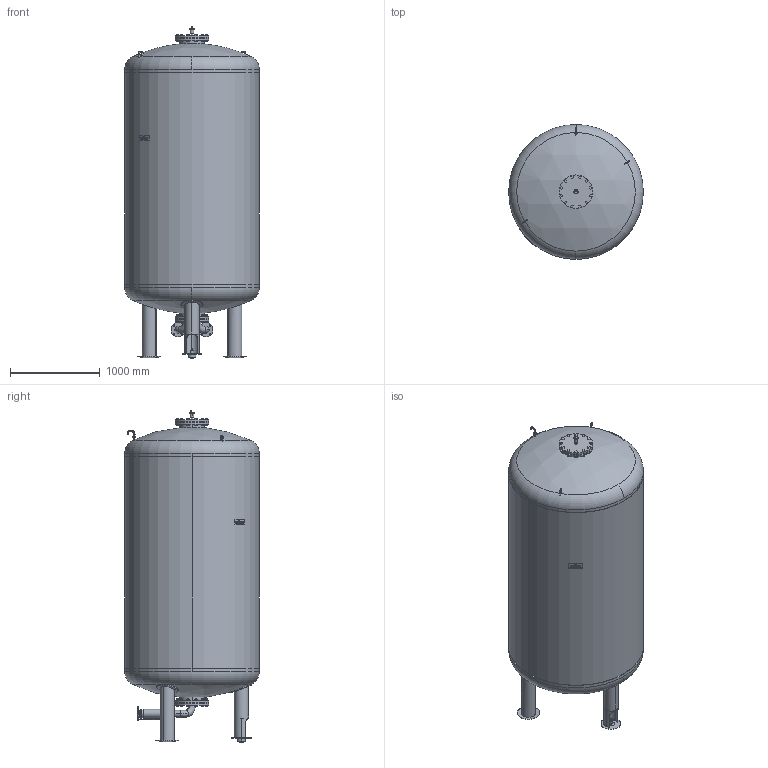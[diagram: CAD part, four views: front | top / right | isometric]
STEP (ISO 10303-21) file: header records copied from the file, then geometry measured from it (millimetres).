
FILE_DESCRIPTION((''),'2;1');
FILE_NAME('3d_GG5000-6920805.stp','2009-12-29T14:31:06',(''),(''),'Mechanical Desktop 2008','Mechanical Desktop 2008',', , ');
FILE_SCHEMA(('CONFIG_CONTROL_DESIGN'));
Length unit declared in the file: millimetre
Products named in the file (1): Product
Bounding box: 1500 x 1500 x 3698 mm (x, y, z)
Volume: 5031782733.4 mm3; surface area: 26121289.5 mm2
Topology: 24 solids, 24 shells, 1027 faces, 2505 edges, 1621 vertices
Faces by surface type: plane 532, cylinder 258, bspline 125, cone 94, torus 10, sphere 8
Entity records: 32733 total; most frequent: CARTESIAN_POINT 8060, DIRECTION 5204, ORIENTED_EDGE 4978, EDGE_CURVE 2489, AXIS2_PLACEMENT_3D 1835, VERTEX_POINT 1618, VECTOR 1534, LINE 1534
